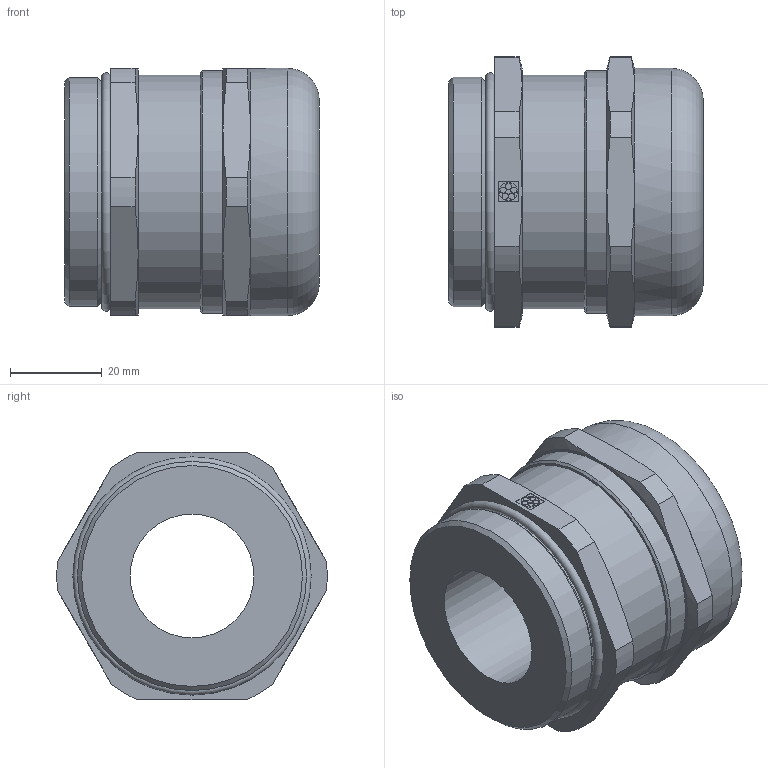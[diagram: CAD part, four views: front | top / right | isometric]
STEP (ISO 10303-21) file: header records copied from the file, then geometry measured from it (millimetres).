
FILE_DESCRIPTION( ( 'STEP AP214' ), '1' );
FILE_NAME( 'SKINTOP MS-M 50x1,5 Art. Nr. 53112060(F=27).stp', '2020-06-03T09:12:35', ( 'License CC BY-ND 4.0' ), ( 'CADENAS' ), ' ', 'PARTsolutions', ' ' );
FILE_SCHEMA( ( 'AUTOMOTIVE_DESIGN { 1 0 10303 214 1 1 1 1 }' ) );
Length unit declared in the file: millimetre
Products named in the file (1): _SKINTOP MS-M 50x1,5      Art. Nr. 53112060(F=27)
Bounding box: 55.5 x 58.96 x 54 mm (x, y, z)
Volume: 88900.9 mm3; surface area: 18768.6 mm2
Topology: 1 solids, 2 shells, 83 faces, 204 edges, 130 vertices
Faces by surface type: plane 35, cylinder 29, cone 16, torus 3
Full cylindrical faces by diameter (mm): 27 x1, 48.16 x2, 50 x1, 51 x1, 52.92 x1, 53.98 x1
Entity records: 3152 total; most frequent: CARTESIAN_POINT 569, DIRECTION 400, ORIENTED_EDGE 374, EDGE_CURVE 187, AXIS2_PLACEMENT_3D 159, VERTEX_POINT 128, EDGE_LOOP 106, FACE_OUTER_BOUND 93
